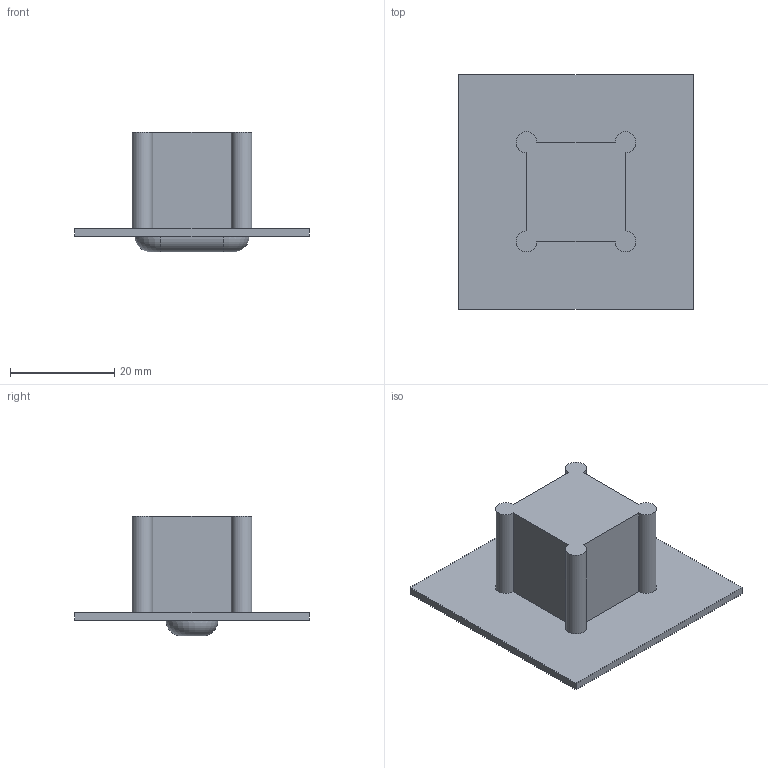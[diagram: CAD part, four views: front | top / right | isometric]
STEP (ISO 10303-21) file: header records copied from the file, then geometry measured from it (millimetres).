
FILE_DESCRIPTION(/* description */ ('Unknown'),/* implementation_level */ '2;1');
FILE_NAME(/* name */ 'SN 9024.1-03 ALB LED SQ',/* time_stamp */ '2023-10-30T14:01:56+01:00',/* author */ ('Unknown'),/* organization */ ('Unknown'),/* preprocessor_version */ 'ST-DEVELOPER v18.102',/* originating_system */ 'Solid Edge',/* authorisation */ 'Unknown');
FILE_SCHEMA (('AUTOMOTIVE_DESIGN {1 0 10303 214 3 1 1}'));
Length unit declared in the file: millimetre
Products named in the file (1): SN 9024.1-03 ALB LED RD (102476557)
Bounding box: 45 x 45 x 23 mm (x, y, z)
Volume: 10910.2 mm3; surface area: 6218.3 mm2
Topology: 1 solids, 1 shells, 20 faces, 48 edges, 32 vertices
Faces by surface type: plane 12, cylinder 6, torus 2
Entity records: 618 total; most frequent: DIRECTION 106, CARTESIAN_POINT 101, ORIENTED_EDGE 96, EDGE_CURVE 48, AXIS2_PLACEMENT_3D 37, VERTEX_POINT 32, LINE 32, VECTOR 32
